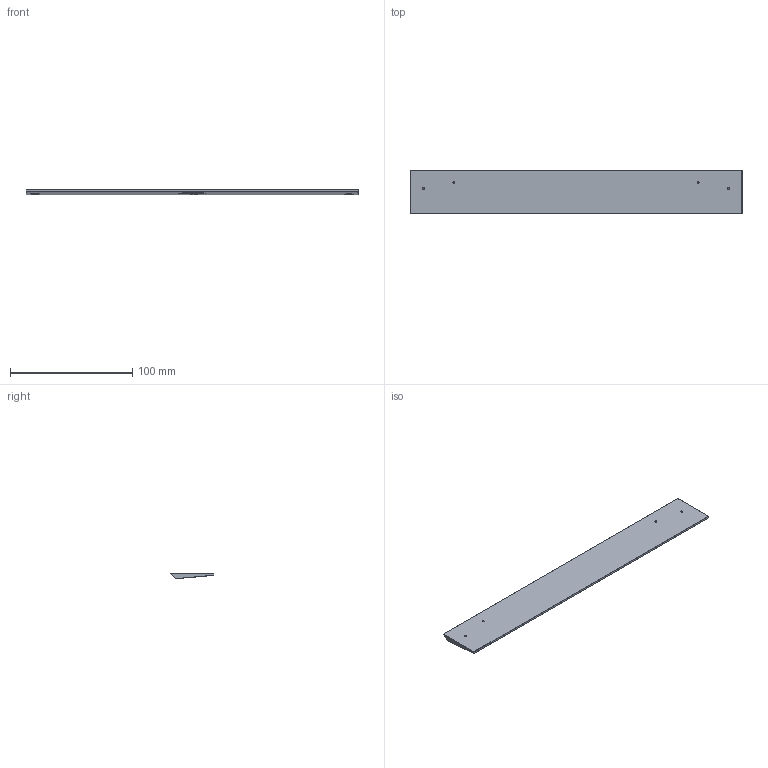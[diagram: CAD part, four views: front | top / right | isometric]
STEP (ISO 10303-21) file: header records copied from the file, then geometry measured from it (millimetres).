
FILE_DESCRIPTION(/* description */ (''),/* implementation_level */ '2;1');
FILE_NAME(/* name */ 'singularityWEIGHT.step',/* time_stamp */ '2021-04-24T22:01:39-07:00',/* author */ (''),/* organization */ (''),/* preprocessor_version */ 'ST-DEVELOPER v18.1',/* originating_system */ 'Autodesk Translation Framework v10.6.0.1341',/* authorisation */ '');
FILE_SCHEMA (('AUTOMOTIVE_DESIGN { 1 0 10303 214 3 1 1 }'));
Length unit declared in the file: millimetre
Products named in the file (1): SingularityWEIGHTnewEngrave
Bounding box: 271.9 x 35.53 x 4.37 mm (x, y, z)
Volume: 28174.6 mm3; surface area: 20571.9 mm2
Topology: 1 solids, 1 shells, 94 faces, 224 edges, 140 vertices
Faces by surface type: cylinder 56, plane 34, cone 4
Full cylindrical faces by diameter (mm): 1.623 x4, 8 x3, 10 x1
Entity records: 2756 total; most frequent: DIRECTION 522, CARTESIAN_POINT 455, ORIENTED_EDGE 440, EDGE_CURVE 220, AXIS2_PLACEMENT_3D 207, VERTEX_POINT 140, CIRCLE 112, LINE 108
